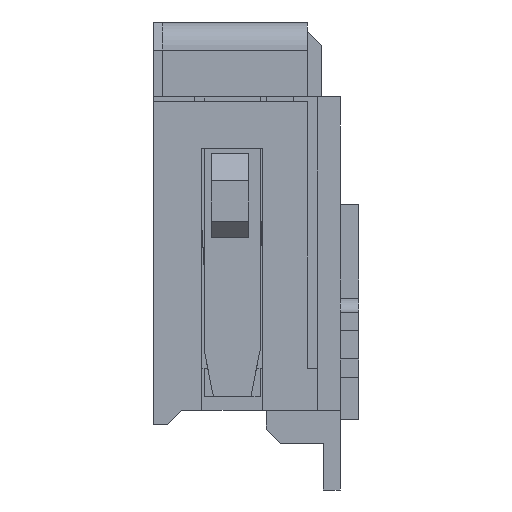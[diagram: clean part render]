
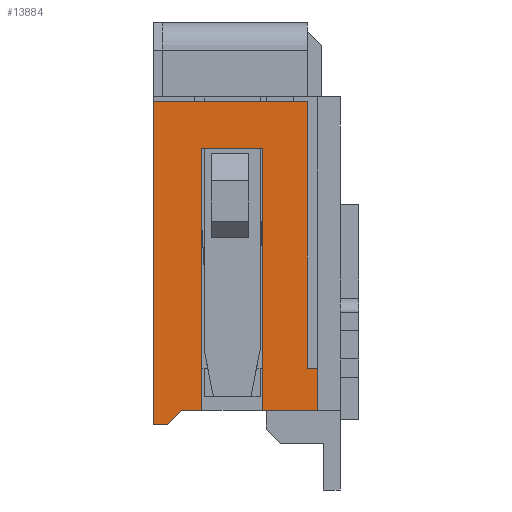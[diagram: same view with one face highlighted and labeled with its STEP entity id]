
A CAD part, left-side view. The second image highlights one B-rep face of the part: STEP entity #13884.
In plain terms, the highlighted planar face has unit normal (-1, 0, 0).
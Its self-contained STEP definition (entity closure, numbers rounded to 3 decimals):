
#2478=DIRECTION('',(0.,-1.,0.));
#2479=VECTOR('',#2478,0.15);
#2480=CARTESIAN_POINT('',(-7.15,2.,0.));
#2481=LINE('',#2480,#2479);
#2482=DIRECTION('',(0.,-1.,0.));
#2483=VECTOR('',#2482,1.65);
#2484=CARTESIAN_POINT('',(-7.15,2.,3.45));
#2485=LINE('',#2484,#2483);
#2486=DIRECTION('',(0.,0.,-1.));
#2487=VECTOR('',#2486,2.85);
#2488=CARTESIAN_POINT('',(-7.15,0.35,3.45));
#2489=LINE('',#2488,#2487);
#2490=DIRECTION('',(0.,1.,0.));
#2491=VECTOR('',#2490,0.11);
#2492=CARTESIAN_POINT('',(-7.15,0.24,0.6));
#2493=LINE('',#2492,#2491);
#2494=DIRECTION('',(0.,0.,-1.));
#2495=VECTOR('',#2494,0.45);
#2496=CARTESIAN_POINT('',(-7.15,0.24,0.6));
#2497=LINE('',#2496,#2495);
#2498=DIRECTION('',(0.,1.,0.));
#2499=VECTOR('',#2498,0.59);
#2500=CARTESIAN_POINT('',(-7.15,0.24,0.15));
#2501=LINE('',#2500,#2499);
#2502=DIRECTION('',(0.,0.,1.));
#2503=VECTOR('',#2502,2.8);
#2504=CARTESIAN_POINT('',(-7.15,0.83,0.15));
#2505=LINE('',#2504,#2503);
#2506=DIRECTION('',(0.,1.,0.));
#2507=VECTOR('',#2506,0.65);
#2508=CARTESIAN_POINT('',(-7.15,0.83,2.95));
#2509=LINE('',#2508,#2507);
#2510=DIRECTION('',(0.,0.,1.));
#2511=VECTOR('',#2510,2.8);
#2512=CARTESIAN_POINT('',(-7.15,1.48,0.15));
#2513=LINE('',#2512,#2511);
#2514=DIRECTION('',(0.,1.,0.));
#2515=VECTOR('',#2514,0.22);
#2516=CARTESIAN_POINT('',(-7.15,1.48,0.15));
#2517=LINE('',#2516,#2515);
#2518=DIRECTION('',(0.,-0.707,0.707));
#2519=VECTOR('',#2518,0.212);
#2520=CARTESIAN_POINT('',(-7.15,1.85,0.));
#2521=LINE('',#2520,#2519);
#2522=DIRECTION('',(0.,0.,1.));
#2523=VECTOR('',#2522,3.45);
#2524=CARTESIAN_POINT('',(-7.15,2.,0.));
#2525=LINE('',#2524,#2523);
#8492=CARTESIAN_POINT('',(-7.15,2.,0.));
#8494=VERTEX_POINT('',#8492);
#8637=CARTESIAN_POINT('',(-7.15,0.83,2.95));
#8638=CARTESIAN_POINT('',(-7.15,1.48,2.95));
#8639=VERTEX_POINT('',#8637);
#8640=VERTEX_POINT('',#8638);
#8641=CARTESIAN_POINT('',(-7.15,0.83,0.15));
#8642=VERTEX_POINT('',#8641);
#8643=CARTESIAN_POINT('',(-7.15,1.48,0.15));
#8644=VERTEX_POINT('',#8643);
#8811=CARTESIAN_POINT('',(-7.15,1.85,0.));
#8813=VERTEX_POINT('',#8811);
#8817=CARTESIAN_POINT('',(-7.15,1.7,0.15));
#8818=VERTEX_POINT('',#8817);
#10867=CARTESIAN_POINT('',(-7.15,0.24,0.15));
#10869=VERTEX_POINT('',#10867);
#10887=CARTESIAN_POINT('',(-7.15,0.24,0.6));
#10888=CARTESIAN_POINT('',(-7.15,0.35,0.6));
#10889=VERTEX_POINT('',#10887);
#10890=VERTEX_POINT('',#10888);
#10917=CARTESIAN_POINT('',(-7.15,2.,3.45));
#10919=VERTEX_POINT('',#10917);
#10921=CARTESIAN_POINT('',(-7.15,0.35,3.45));
#10922=VERTEX_POINT('',#10921);
#13860=CARTESIAN_POINT('',(-7.15,2.,0.));
#13861=DIRECTION('',(-1.,0.,0.));
#13862=DIRECTION('',(0.,-1.,0.));
#13863=AXIS2_PLACEMENT_3D('',#13860,#13861,#13862);
#13864=PLANE('',#13863);
#13866=ORIENTED_EDGE('',*,*,#13865,.T.);
#13867=ORIENTED_EDGE('',*,*,#13790,.T.);
#13869=ORIENTED_EDGE('',*,*,#13868,.F.);
#13871=ORIENTED_EDGE('',*,*,#13870,.T.);
#13872=ORIENTED_EDGE('',*,*,#11518,.T.);
#13874=ORIENTED_EDGE('',*,*,#13873,.T.);
#13875=ORIENTED_EDGE('',*,*,#13444,.T.);
#13877=ORIENTED_EDGE('',*,*,#13876,.F.);
#13878=ORIENTED_EDGE('',*,*,#11510,.T.);
#13879=ORIENTED_EDGE('',*,*,#13853,.F.);
#13880=ORIENTED_EDGE('',*,*,#13842,.F.);
#13881=ORIENTED_EDGE('',*,*,#13680,.T.);
#13882=EDGE_LOOP('',(#13866,#13867,#13869,#13871,#13872,#13874,#13875,#13877,
#13878,#13879,#13880,#13881));
#13883=FACE_OUTER_BOUND('',#13882,.F.);
#13884=ADVANCED_FACE('',(#13883),#13864,.T.);
#11510=EDGE_CURVE('',#8644,#8818,#2517,.T.);
#11518=EDGE_CURVE('',#10869,#8642,#2501,.T.);
#13444=EDGE_CURVE('',#8639,#8640,#2509,.T.);
#13680=EDGE_CURVE('',#8494,#10919,#2525,.T.);
#13790=EDGE_CURVE('',#10922,#10890,#2489,.T.);
#13842=EDGE_CURVE('',#8494,#8813,#2481,.T.);
#13853=EDGE_CURVE('',#8813,#8818,#2521,.T.);
#13865=EDGE_CURVE('',#10919,#10922,#2485,.T.);
#13868=EDGE_CURVE('',#10889,#10890,#2493,.T.);
#13870=EDGE_CURVE('',#10889,#10869,#2497,.T.);
#13873=EDGE_CURVE('',#8642,#8639,#2505,.T.);
#13876=EDGE_CURVE('',#8644,#8640,#2513,.T.);
